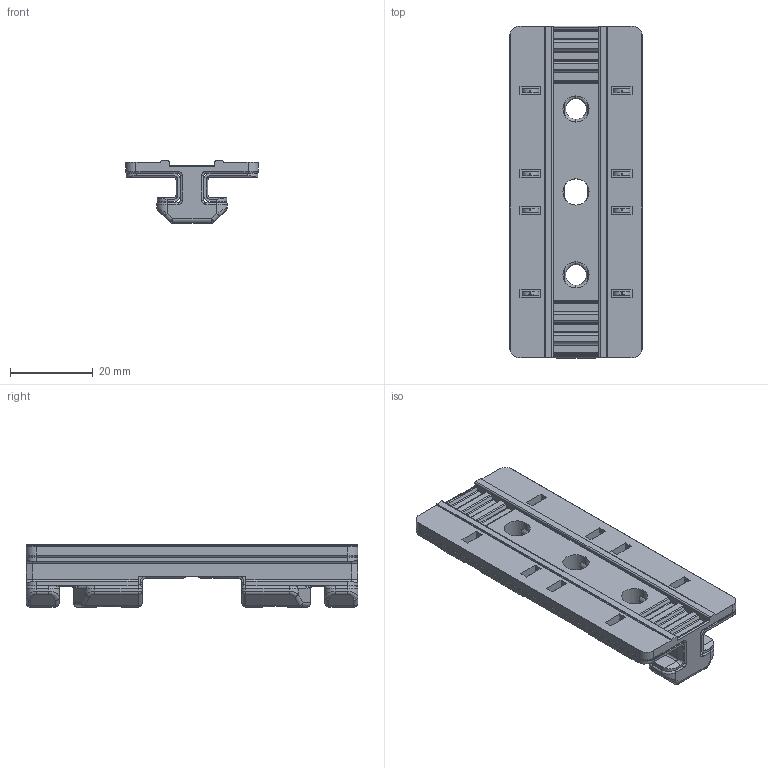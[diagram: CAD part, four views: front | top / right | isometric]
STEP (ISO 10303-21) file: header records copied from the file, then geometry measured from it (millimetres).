
FILE_DESCRIPTION (( 'STEP AP203' ), '1' );
FILE_NAME ('282600501_c_1.STEP', '2022-12-13T04:51:26', ( '' ), ( '' ), 'SwSTEP 2.0', 'SolidWorks 2014', '' );
FILE_SCHEMA (( 'CONFIG_CONTROL_DESIGN' ));
Length unit declared in the file: millimetre
Products named in the file (1): 282600501_c_1
Bounding box: 32 x 80 x 15 mm (x, y, z)
Volume: 14056.9 mm3; surface area: 16377.7 mm2
Topology: 5 solids, 5 shells, 553 faces, 1432 edges, 876 vertices
Faces by surface type: cylinder 224, plane 217, bspline 100, cone 8, torus 4
Entity records: 19012 total; most frequent: CARTESIAN_POINT 6051, ORIENTED_EDGE 2848, DIRECTION 2536, EDGE_CURVE 1424, VERTEX_POINT 876, AXIS2_PLACEMENT_3D 860, LINE 816, VECTOR 816
